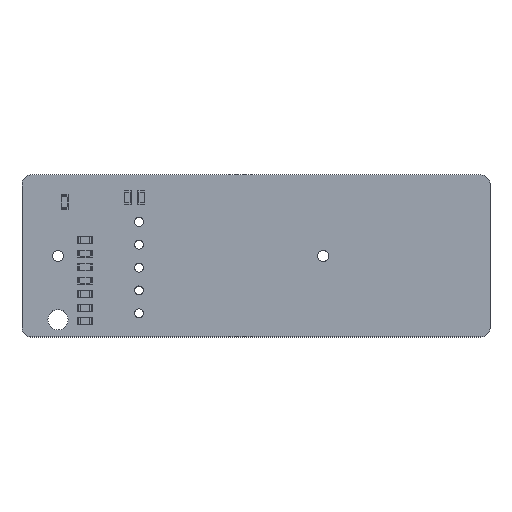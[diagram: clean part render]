
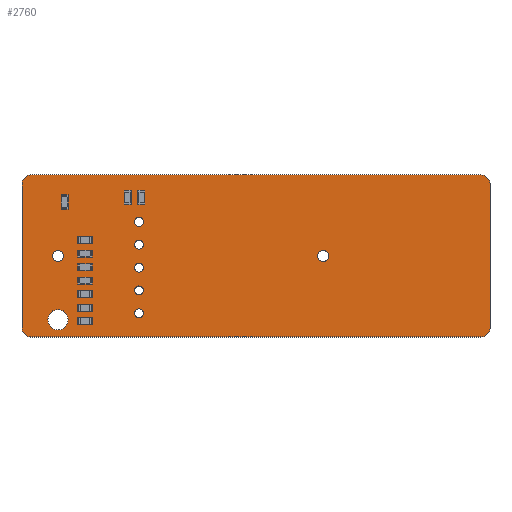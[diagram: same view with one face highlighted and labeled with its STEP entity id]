
A CAD part, top view. The second image highlights one B-rep face of the part: STEP entity #2760.
In plain terms, the highlighted planar face has unit normal (0, 0, 1).
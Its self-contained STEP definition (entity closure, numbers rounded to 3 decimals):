
#2523 = VERTEX_POINT('',#2524);
#2524 = CARTESIAN_POINT('',(51.,18.,1.6));
#2530 = EDGE_CURVE('',#2523,#2531,#2533,.T.);
#2531 = VERTEX_POINT('',#2532);
#2532 = CARTESIAN_POINT('',(52.,17.,1.6));
#2533 = CIRCLE('',#2534,1.);
#2534 = AXIS2_PLACEMENT_3D('',#2535,#2536,#2537);
#2535 = CARTESIAN_POINT('',(51.,17.,1.6));
#2536 = DIRECTION('',(0.,0.,-1.));
#2537 = DIRECTION('',(0.,1.,0.));
#2565 = VERTEX_POINT('',#2566);
#2566 = CARTESIAN_POINT('',(1.,18.,1.6));
#2572 = EDGE_CURVE('',#2565,#2523,#2573,.T.);
#2573 = LINE('',#2574,#2575);
#2574 = CARTESIAN_POINT('',(1.,18.,1.6));
#2575 = VECTOR('',#2576,1.);
#2576 = DIRECTION('',(1.,0.,0.));
#2594 = EDGE_CURVE('',#2531,#2595,#2597,.T.);
#2595 = VERTEX_POINT('',#2596);
#2596 = CARTESIAN_POINT('',(52.,1.,1.6));
#2597 = LINE('',#2598,#2599);
#2598 = CARTESIAN_POINT('',(52.,17.,1.6));
#2599 = VECTOR('',#2600,1.);
#2600 = DIRECTION('',(0.,-1.,0.));
#2760 = ADVANCED_FACE('',(#2761,#2807,#2818,#2829,#2840,#2851,#2862,
    #2873,#2884),#2895,.T.);
#2761 = FACE_BOUND('',#2762,.T.);
#2762 = EDGE_LOOP('',(#2763,#2764,#2765,#2774,#2782,#2791,#2799,#2806));
#2763 = ORIENTED_EDGE('',*,*,#2530,.F.);
#2764 = ORIENTED_EDGE('',*,*,#2572,.F.);
#2765 = ORIENTED_EDGE('',*,*,#2766,.F.);
#2766 = EDGE_CURVE('',#2767,#2565,#2769,.T.);
#2767 = VERTEX_POINT('',#2768);
#2768 = CARTESIAN_POINT('',(0.,17.,1.6));
#2769 = CIRCLE('',#2770,1.);
#2770 = AXIS2_PLACEMENT_3D('',#2771,#2772,#2773);
#2771 = CARTESIAN_POINT('',(1.,17.,1.6));
#2772 = DIRECTION('',(0.,0.,-1.));
#2773 = DIRECTION('',(-1.,0.,-0.));
#2774 = ORIENTED_EDGE('',*,*,#2775,.F.);
#2775 = EDGE_CURVE('',#2776,#2767,#2778,.T.);
#2776 = VERTEX_POINT('',#2777);
#2777 = CARTESIAN_POINT('',(0.,1.,1.6));
#2778 = LINE('',#2779,#2780);
#2779 = CARTESIAN_POINT('',(0.,1.,1.6));
#2780 = VECTOR('',#2781,1.);
#2781 = DIRECTION('',(0.,1.,0.));
#2782 = ORIENTED_EDGE('',*,*,#2783,.F.);
#2783 = EDGE_CURVE('',#2784,#2776,#2786,.T.);
#2784 = VERTEX_POINT('',#2785);
#2785 = CARTESIAN_POINT('',(1.,0.,1.6));
#2786 = CIRCLE('',#2787,1.);
#2787 = AXIS2_PLACEMENT_3D('',#2788,#2789,#2790);
#2788 = CARTESIAN_POINT('',(1.,1.,1.6));
#2789 = DIRECTION('',(0.,0.,-1.));
#2790 = DIRECTION('',(0.,-1.,0.));
#2791 = ORIENTED_EDGE('',*,*,#2792,.F.);
#2792 = EDGE_CURVE('',#2793,#2784,#2795,.T.);
#2793 = VERTEX_POINT('',#2794);
#2794 = CARTESIAN_POINT('',(51.,0.,1.6));
#2795 = LINE('',#2796,#2797);
#2796 = CARTESIAN_POINT('',(51.,0.,1.6));
#2797 = VECTOR('',#2798,1.);
#2798 = DIRECTION('',(-1.,0.,0.));
#2799 = ORIENTED_EDGE('',*,*,#2800,.F.);
#2800 = EDGE_CURVE('',#2595,#2793,#2801,.T.);
#2801 = CIRCLE('',#2802,1.);
#2802 = AXIS2_PLACEMENT_3D('',#2803,#2804,#2805);
#2803 = CARTESIAN_POINT('',(51.,1.,1.6));
#2804 = DIRECTION('',(0.,0.,-1.));
#2805 = DIRECTION('',(1.,0.,0.));
#2806 = ORIENTED_EDGE('',*,*,#2594,.F.);
#2807 = FACE_BOUND('',#2808,.T.);
#2808 = EDGE_LOOP('',(#2809));
#2809 = ORIENTED_EDGE('',*,*,#2810,.T.);
#2810 = EDGE_CURVE('',#2811,#2811,#2813,.T.);
#2811 = VERTEX_POINT('',#2812);
#2812 = CARTESIAN_POINT('',(4.,0.788,1.6));
#2813 = CIRCLE('',#2814,1.125);
#2814 = AXIS2_PLACEMENT_3D('',#2815,#2816,#2817);
#2815 = CARTESIAN_POINT('',(4.,1.913,1.6));
#2816 = DIRECTION('',(-0.,0.,-1.));
#2817 = DIRECTION('',(-0.,-1.,0.));
#2818 = FACE_BOUND('',#2819,.T.);
#2819 = EDGE_LOOP('',(#2820));
#2820 = ORIENTED_EDGE('',*,*,#2821,.T.);
#2821 = EDGE_CURVE('',#2822,#2822,#2824,.T.);
#2822 = VERTEX_POINT('',#2823);
#2823 = CARTESIAN_POINT('',(13.,2.13,1.6));
#2824 = CIRCLE('',#2825,0.5);
#2825 = AXIS2_PLACEMENT_3D('',#2826,#2827,#2828);
#2826 = CARTESIAN_POINT('',(13.,2.63,1.6));
#2827 = DIRECTION('',(-0.,0.,-1.));
#2828 = DIRECTION('',(-0.,-1.,0.));
#2829 = FACE_BOUND('',#2830,.T.);
#2830 = EDGE_LOOP('',(#2831));
#2831 = ORIENTED_EDGE('',*,*,#2832,.T.);
#2832 = EDGE_CURVE('',#2833,#2833,#2835,.T.);
#2833 = VERTEX_POINT('',#2834);
#2834 = CARTESIAN_POINT('',(13.,4.67,1.6));
#2835 = CIRCLE('',#2836,0.5);
#2836 = AXIS2_PLACEMENT_3D('',#2837,#2838,#2839);
#2837 = CARTESIAN_POINT('',(13.,5.17,1.6));
#2838 = DIRECTION('',(-0.,0.,-1.));
#2839 = DIRECTION('',(-0.,-1.,0.));
#2840 = FACE_BOUND('',#2841,.T.);
#2841 = EDGE_LOOP('',(#2842));
#2842 = ORIENTED_EDGE('',*,*,#2843,.T.);
#2843 = EDGE_CURVE('',#2844,#2844,#2846,.T.);
#2844 = VERTEX_POINT('',#2845);
#2845 = CARTESIAN_POINT('',(4.,8.375,1.6));
#2846 = CIRCLE('',#2847,0.625);
#2847 = AXIS2_PLACEMENT_3D('',#2848,#2849,#2850);
#2848 = CARTESIAN_POINT('',(4.,9.,1.6));
#2849 = DIRECTION('',(-0.,0.,-1.));
#2850 = DIRECTION('',(-0.,-1.,0.));
#2851 = FACE_BOUND('',#2852,.T.);
#2852 = EDGE_LOOP('',(#2853));
#2853 = ORIENTED_EDGE('',*,*,#2854,.T.);
#2854 = EDGE_CURVE('',#2855,#2855,#2857,.T.);
#2855 = VERTEX_POINT('',#2856);
#2856 = CARTESIAN_POINT('',(13.,7.21,1.6));
#2857 = CIRCLE('',#2858,0.5);
#2858 = AXIS2_PLACEMENT_3D('',#2859,#2860,#2861);
#2859 = CARTESIAN_POINT('',(13.,7.71,1.6));
#2860 = DIRECTION('',(-0.,0.,-1.));
#2861 = DIRECTION('',(-0.,-1.,0.));
#2862 = FACE_BOUND('',#2863,.T.);
#2863 = EDGE_LOOP('',(#2864));
#2864 = ORIENTED_EDGE('',*,*,#2865,.T.);
#2865 = EDGE_CURVE('',#2866,#2866,#2868,.T.);
#2866 = VERTEX_POINT('',#2867);
#2867 = CARTESIAN_POINT('',(13.,9.75,1.6));
#2868 = CIRCLE('',#2869,0.5);
#2869 = AXIS2_PLACEMENT_3D('',#2870,#2871,#2872);
#2870 = CARTESIAN_POINT('',(13.,10.25,1.6));
#2871 = DIRECTION('',(-0.,0.,-1.));
#2872 = DIRECTION('',(-0.,-1.,0.));
#2873 = FACE_BOUND('',#2874,.T.);
#2874 = EDGE_LOOP('',(#2875));
#2875 = ORIENTED_EDGE('',*,*,#2876,.T.);
#2876 = EDGE_CURVE('',#2877,#2877,#2879,.T.);
#2877 = VERTEX_POINT('',#2878);
#2878 = CARTESIAN_POINT('',(13.,12.29,1.6));
#2879 = CIRCLE('',#2880,0.5);
#2880 = AXIS2_PLACEMENT_3D('',#2881,#2882,#2883);
#2881 = CARTESIAN_POINT('',(13.,12.79,1.6));
#2882 = DIRECTION('',(-0.,0.,-1.));
#2883 = DIRECTION('',(-0.,-1.,0.));
#2884 = FACE_BOUND('',#2885,.T.);
#2885 = EDGE_LOOP('',(#2886));
#2886 = ORIENTED_EDGE('',*,*,#2887,.T.);
#2887 = EDGE_CURVE('',#2888,#2888,#2890,.T.);
#2888 = VERTEX_POINT('',#2889);
#2889 = CARTESIAN_POINT('',(33.464,8.375,1.6));
#2890 = CIRCLE('',#2891,0.625);
#2891 = AXIS2_PLACEMENT_3D('',#2892,#2893,#2894);
#2892 = CARTESIAN_POINT('',(33.464,9.,1.6));
#2893 = DIRECTION('',(-0.,0.,-1.));
#2894 = DIRECTION('',(-0.,-1.,0.));
#2895 = PLANE('',#2896);
#2896 = AXIS2_PLACEMENT_3D('',#2897,#2898,#2899);
#2897 = CARTESIAN_POINT('',(0.,0.,1.6));
#2898 = DIRECTION('',(0.,0.,1.));
#2899 = DIRECTION('',(1.,0.,-0.));
